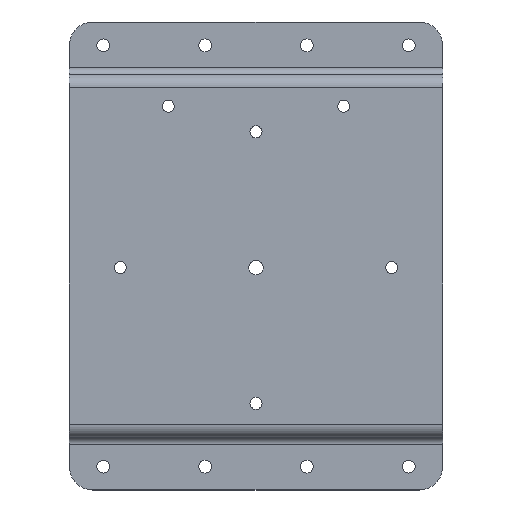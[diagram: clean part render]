
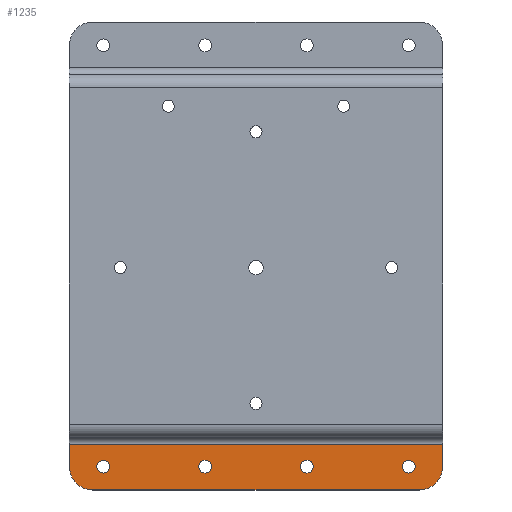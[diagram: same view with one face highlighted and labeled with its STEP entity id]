
A CAD part, top view. The second image highlights one B-rep face of the part: STEP entity #1235.
In plain terms, the highlighted planar face has unit normal (0, 0, 1).
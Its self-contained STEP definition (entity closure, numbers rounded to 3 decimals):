
#12 = EDGE_CURVE ( 'NONE', #940, #1917, #1045, .T. ) ;
#44 = PLANE ( 'NONE',  #1528 ) ;
#57 = EDGE_CURVE ( 'NONE', #2187, #2231, #498, .T. ) ;
#67 = EDGE_LOOP ( 'NONE', ( #1808, #2209, #774, #1332, #1975, #1396 ) ) ;
#76 = CARTESIAN_POINT ( 'NONE',  ( 159.5, -161., -30. ) ) ;
#86 = DIRECTION ( 'NONE',  ( 0., 0., 1. ) ) ;
#115 = FACE_BOUND ( 'NONE', #1132, .T. ) ;
#137 = DIRECTION ( 'NONE',  ( 1., 0., 0. ) ) ;
#158 = DIRECTION ( 'NONE',  ( 1., 0., 0. ) ) ;
#172 = DIRECTION ( 'NONE',  ( -1., 0., 0. ) ) ;
#191 = VERTEX_POINT ( 'NONE', #391 ) ;
#198 = VERTEX_POINT ( 'NONE', #209 ) ;
#209 = CARTESIAN_POINT ( 'NONE',  ( 38., -180., -30. ) ) ;
#234 = CARTESIAN_POINT ( 'NONE',  ( 159.5, -150., -30. ) ) ;
#256 = LINE ( 'NONE', #1503, #759 ) ;
#259 = DIRECTION ( 'NONE',  ( 0., 0., 1. ) ) ;
#261 = CARTESIAN_POINT ( 'NONE',  ( -139.5, -200., -30. ) ) ;
#264 = EDGE_CURVE ( 'NONE', #1786, #2044, #256, .T. ) ;
#271 = CARTESIAN_POINT ( 'NONE',  ( -43.5, -180., -30. ) ) ;
#333 = CARTESIAN_POINT ( 'NONE',  ( 159.5, -200., -30. ) ) ;
#351 = CARTESIAN_POINT ( 'NONE',  ( 159.5, -150., -30. ) ) ;
#374 = ORIENTED_EDGE ( 'NONE', *, *, #1356, .F. ) ;
#391 = CARTESIAN_POINT ( 'NONE',  ( -159.5, -180., -30. ) ) ;
#392 = AXIS2_PLACEMENT_3D ( 'NONE', #1701, #1877, #496 ) ;
#427 = EDGE_CURVE ( 'NONE', #2044, #191, #1267, .T. ) ;
#471 = ORIENTED_EDGE ( 'NONE', *, *, #1403, .F. ) ;
#496 = DIRECTION ( 'NONE',  ( -1., 0., 0. ) ) ;
#498 = CIRCLE ( 'NONE', #1676, 5.5 ) ;
#499 = DIRECTION ( 'NONE',  ( 0., 0., 1. ) ) ;
#567 = VERTEX_POINT ( 'NONE', #1415 ) ;
#599 = CARTESIAN_POINT ( 'NONE',  ( 139.5, -200., -30. ) ) ;
#611 = CIRCLE ( 'NONE', #2131, 20. ) ;
#616 = CARTESIAN_POINT ( 'NONE',  ( 136., -180., -30. ) ) ;
#638 = CARTESIAN_POINT ( 'NONE',  ( -125., -180., -30. ) ) ;
#642 = CARTESIAN_POINT ( 'NONE',  ( 139.5, -180., -30. ) ) ;
#649 = CARTESIAN_POINT ( 'NONE',  ( 43.5, -180., -30. ) ) ;
#681 = CARTESIAN_POINT ( 'NONE',  ( -130.5, -180., -30. ) ) ;
#688 = EDGE_CURVE ( 'NONE', #1813, #1786, #1237, .T. ) ;
#703 = VERTEX_POINT ( 'NONE', #261 ) ;
#714 = DIRECTION ( 'NONE',  ( 0., 1., 0. ) ) ;
#717 = VERTEX_POINT ( 'NONE', #599 ) ;
#736 = DIRECTION ( 'NONE',  ( -1., 0., 0. ) ) ;
#759 = VECTOR ( 'NONE', #2176, 1000. ) ;
#763 = DIRECTION ( 'NONE',  ( -1., 0., 0. ) ) ;
#771 = EDGE_LOOP ( 'NONE', ( #1355, #941 ) ) ;
#774 = ORIENTED_EDGE ( 'NONE', *, *, #427, .T. ) ;
#842 = LINE ( 'NONE', #333, #1798 ) ;
#846 = CARTESIAN_POINT ( 'NONE',  ( 130.5, -180., -30. ) ) ;
#852 = CARTESIAN_POINT ( 'NONE',  ( 130.5, -180., -30. ) ) ;
#876 = ORIENTED_EDGE ( 'NONE', *, *, #2091, .F. ) ;
#886 = FACE_OUTER_BOUND ( 'NONE', #67, .T. ) ;
#893 = AXIS2_PLACEMENT_3D ( 'NONE', #642, #1325, #1704 ) ;
#926 = DIRECTION ( 'NONE',  ( 0., 0., 1. ) ) ;
#937 = CARTESIAN_POINT ( 'NONE',  ( 43.5, -180., -30. ) ) ;
#940 = VERTEX_POINT ( 'NONE', #1591 ) ;
#941 = ORIENTED_EDGE ( 'NONE', *, *, #12, .F. ) ;
#946 = FACE_BOUND ( 'NONE', #1945, .T. ) ;
#985 = EDGE_CURVE ( 'NONE', #717, #703, #842, .T. ) ;
#1008 = DIRECTION ( 'NONE',  ( 0., 0., 1. ) ) ;
#1028 = VERTEX_POINT ( 'NONE', #1561 ) ;
#1045 = CIRCLE ( 'NONE', #392, 5.5 ) ;
#1065 = DIRECTION ( 'NONE',  ( 0., 0., 1. ) ) ;
#1088 = CIRCLE ( 'NONE', #2026, 5.5 ) ;
#1097 = VECTOR ( 'NONE', #1544, 1000. ) ;
#1100 = CARTESIAN_POINT ( 'NONE',  ( -43.5, -180., -30. ) ) ;
#1101 = CIRCLE ( 'NONE', #1324, 5.5 ) ;
#1118 = DIRECTION ( 'NONE',  ( 0., 0., -1. ) ) ;
#1132 = EDGE_LOOP ( 'NONE', ( #374, #471 ) ) ;
#1134 = CARTESIAN_POINT ( 'NONE',  ( -139.5, -180., -30. ) ) ;
#1178 = DIRECTION ( 'NONE',  ( 1., 0., 0. ) ) ;
#1235 = ADVANCED_FACE ( 'NONE', ( #1669, #1957, #946, #115, #886 ), #44, .F. ) ;
#1237 = LINE ( 'NONE', #351, #1688 ) ;
#1248 = VERTEX_POINT ( 'NONE', #1819 ) ;
#1267 = LINE ( 'NONE', #2038, #1097 ) ;
#1324 = AXIS2_PLACEMENT_3D ( 'NONE', #681, #499, #2069 ) ;
#1325 = DIRECTION ( 'NONE',  ( 0., 0., 1. ) ) ;
#1332 = ORIENTED_EDGE ( 'NONE', *, *, #2252, .T. ) ;
#1355 = ORIENTED_EDGE ( 'NONE', *, *, #2095, .F. ) ;
#1356 = EDGE_CURVE ( 'NONE', #1028, #198, #1586, .T. ) ;
#1396 = ORIENTED_EDGE ( 'NONE', *, *, #1908, .T. ) ;
#1403 = EDGE_CURVE ( 'NONE', #198, #1028, #2108, .T. ) ;
#1411 = CARTESIAN_POINT ( 'NONE',  ( 125., -180., -30. ) ) ;
#1415 = CARTESIAN_POINT ( 'NONE',  ( -38., -180., -30. ) ) ;
#1441 = CIRCLE ( 'NONE', #893, 20. ) ;
#1473 = ORIENTED_EDGE ( 'NONE', *, *, #1935, .F. ) ;
#1492 = CARTESIAN_POINT ( 'NONE',  ( 159.5, -180., -30. ) ) ;
#1503 = CARTESIAN_POINT ( 'NONE',  ( -159.5, -161., -30. ) ) ;
#1522 = DIRECTION ( 'NONE',  ( 0., 0., 1. ) ) ;
#1528 = AXIS2_PLACEMENT_3D ( 'NONE', #234, #1118, #763 ) ;
#1534 = EDGE_LOOP ( 'NONE', ( #1569, #1473 ) ) ;
#1544 = DIRECTION ( 'NONE',  ( 0., -1., 0. ) ) ;
#1561 = CARTESIAN_POINT ( 'NONE',  ( 49., -180., -30. ) ) ;
#1568 = CARTESIAN_POINT ( 'NONE',  ( -159.5, -161., -30. ) ) ;
#1569 = ORIENTED_EDGE ( 'NONE', *, *, #1831, .F. ) ;
#1586 = CIRCLE ( 'NONE', #1933, 5.5 ) ;
#1591 = CARTESIAN_POINT ( 'NONE',  ( -136., -180., -30. ) ) ;
#1669 = FACE_BOUND ( 'NONE', #771, .T. ) ;
#1676 = AXIS2_PLACEMENT_3D ( 'NONE', #852, #1065, #1778 ) ;
#1688 = VECTOR ( 'NONE', #714, 1000. ) ;
#1701 = CARTESIAN_POINT ( 'NONE',  ( -130.5, -180., -30. ) ) ;
#1704 = DIRECTION ( 'NONE',  ( -1., 0., 0. ) ) ;
#1778 = DIRECTION ( 'NONE',  ( 1., 0., 0. ) ) ;
#1786 = VERTEX_POINT ( 'NONE', #76 ) ;
#1798 = VECTOR ( 'NONE', #172, 1000. ) ;
#1808 = ORIENTED_EDGE ( 'NONE', *, *, #688, .T. ) ;
#1813 = VERTEX_POINT ( 'NONE', #1492 ) ;
#1819 = CARTESIAN_POINT ( 'NONE',  ( -49., -180., -30. ) ) ;
#1828 = CIRCLE ( 'NONE', #1962, 5.5 ) ;
#1831 = EDGE_CURVE ( 'NONE', #567, #1248, #1088, .T. ) ;
#1835 = ORIENTED_EDGE ( 'NONE', *, *, #57, .F. ) ;
#1877 = DIRECTION ( 'NONE',  ( 0., 0., 1. ) ) ;
#1908 = EDGE_CURVE ( 'NONE', #717, #1813, #1441, .T. ) ;
#1917 = VERTEX_POINT ( 'NONE', #638 ) ;
#1933 = AXIS2_PLACEMENT_3D ( 'NONE', #649, #2057, #1178 ) ;
#1935 = EDGE_CURVE ( 'NONE', #1248, #567, #1828, .T. ) ;
#1945 = EDGE_LOOP ( 'NONE', ( #876, #1835 ) ) ;
#1957 = FACE_BOUND ( 'NONE', #1534, .T. ) ;
#1962 = AXIS2_PLACEMENT_3D ( 'NONE', #271, #1522, #2027 ) ;
#1975 = ORIENTED_EDGE ( 'NONE', *, *, #985, .F. ) ;
#1998 = AXIS2_PLACEMENT_3D ( 'NONE', #937, #86, #137 ) ;
#2026 = AXIS2_PLACEMENT_3D ( 'NONE', #1100, #926, #2158 ) ;
#2027 = DIRECTION ( 'NONE',  ( -1., 0., 0. ) ) ;
#2035 = CIRCLE ( 'NONE', #2074, 5.5 ) ;
#2038 = CARTESIAN_POINT ( 'NONE',  ( -159.5, -150., -30. ) ) ;
#2044 = VERTEX_POINT ( 'NONE', #1568 ) ;
#2057 = DIRECTION ( 'NONE',  ( 0., 0., 1. ) ) ;
#2069 = DIRECTION ( 'NONE',  ( -1., 0., 0. ) ) ;
#2074 = AXIS2_PLACEMENT_3D ( 'NONE', #846, #1008, #158 ) ;
#2091 = EDGE_CURVE ( 'NONE', #2231, #2187, #2035, .T. ) ;
#2095 = EDGE_CURVE ( 'NONE', #1917, #940, #1101, .T. ) ;
#2108 = CIRCLE ( 'NONE', #1998, 5.5 ) ;
#2131 = AXIS2_PLACEMENT_3D ( 'NONE', #1134, #259, #736 ) ;
#2158 = DIRECTION ( 'NONE',  ( -1., 0., 0. ) ) ;
#2176 = DIRECTION ( 'NONE',  ( -1., 0., 0. ) ) ;
#2187 = VERTEX_POINT ( 'NONE', #1411 ) ;
#2209 = ORIENTED_EDGE ( 'NONE', *, *, #264, .T. ) ;
#2231 = VERTEX_POINT ( 'NONE', #616 ) ;
#2252 = EDGE_CURVE ( 'NONE', #191, #703, #611, .T. ) ;
